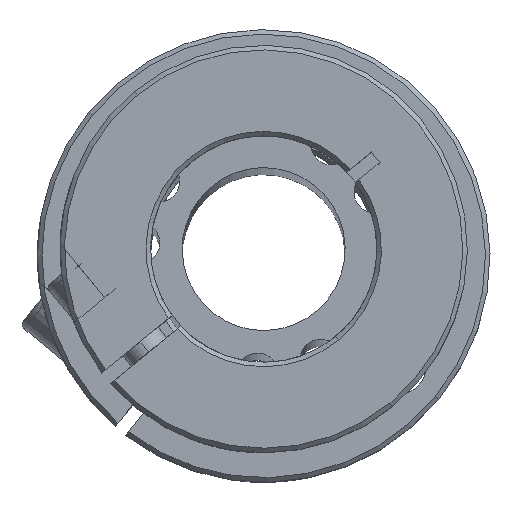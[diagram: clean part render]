
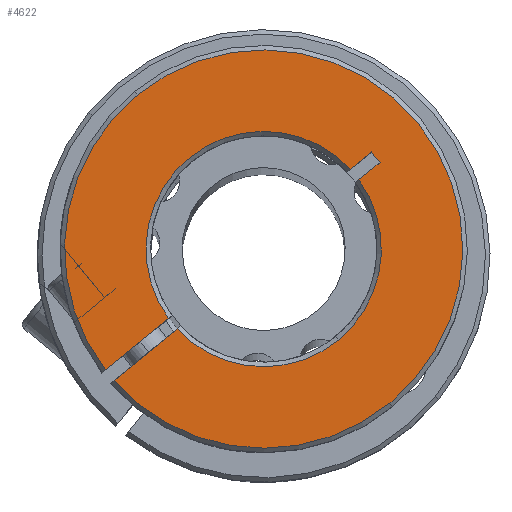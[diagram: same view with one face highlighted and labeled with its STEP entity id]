
A CAD part, top view. The second image highlights one B-rep face of the part: STEP entity #4622.
In plain terms, the highlighted face is planar.
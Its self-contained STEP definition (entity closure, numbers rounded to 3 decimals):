
#76 = CARTESIAN_POINT ( 'NONE',  ( 0.75, -12.978, -6. ) ) ;
#196 = CARTESIAN_POINT ( 'NONE',  ( -22., 0., -6. ) ) ;
#210 = CIRCLE ( 'NONE', #222, 13. ) ;
#222 = AXIS2_PLACEMENT_3D ( 'NONE', #225, #243, #228 ) ;
#225 = CARTESIAN_POINT ( 'NONE',  ( 0., 0., -6. ) ) ;
#228 = DIRECTION ( 'NONE',  ( -1., 0., 0. ) ) ;
#243 = DIRECTION ( 'NONE',  ( 0., 0., 1. ) ) ;
#633 = CARTESIAN_POINT ( 'NONE',  ( -13., 0., -6. ) ) ;
#638 = CARTESIAN_POINT ( 'NONE',  ( -0.75, 12.978, -6. ) ) ;
#698 = DIRECTION ( 'NONE',  ( 0., 0., 1. ) ) ;
#699 = CARTESIAN_POINT ( 'NONE',  ( 0., 0., -6. ) ) ;
#702 = CARTESIAN_POINT ( 'NONE',  ( 0.75, -21.987, -6. ) ) ;
#704 = AXIS2_PLACEMENT_3D ( 'NONE', #699, #698, #753 ) ;
#713 = CIRCLE ( 'NONE', #704, 22. ) ;
#753 = DIRECTION ( 'NONE',  ( 1., 0., 0. ) ) ;
#791 = AXIS2_PLACEMENT_3D ( 'NONE', #804, #818, #816 ) ;
#804 = CARTESIAN_POINT ( 'NONE',  ( 0., 17.5, -6. ) ) ;
#816 = DIRECTION ( 'NONE',  ( -1., 0., 0. ) ) ;
#818 = DIRECTION ( 'NONE',  ( 0., 0., -1. ) ) ;
#830 = PLANE ( 'NONE',  #791 ) ;
#853 = DIRECTION ( 'NONE',  ( 1., 0., 0. ) ) ;
#854 = DIRECTION ( 'NONE',  ( 0., 0., 1. ) ) ;
#855 = CARTESIAN_POINT ( 'NONE',  ( 0., 0., -6. ) ) ;
#863 = CIRCLE ( 'NONE', #864, 22. ) ;
#864 = AXIS2_PLACEMENT_3D ( 'NONE', #855, #854, #853 ) ;
#865 = CARTESIAN_POINT ( 'NONE',  ( 22., 0., -6. ) ) ;
#872 = AXIS2_PLACEMENT_3D ( 'NONE', #934, #932, #930 ) ;
#876 = CARTESIAN_POINT ( 'NONE',  ( 0.75, 16., -6. ) ) ;
#879 = CARTESIAN_POINT ( 'NONE',  ( -0.75, 16., -6. ) ) ;
#930 = DIRECTION ( 'NONE',  ( -1., 0., 0. ) ) ;
#932 = DIRECTION ( 'NONE',  ( 0., 0., 1. ) ) ;
#934 = CARTESIAN_POINT ( 'NONE',  ( 0., 0., -6. ) ) ;
#936 = CIRCLE ( 'NONE', #872, 13. ) ;
#937 = CARTESIAN_POINT ( 'NONE',  ( -0.75, -12.978, -6. ) ) ;
#938 = DIRECTION ( 'NONE',  ( -1., 0., 0. ) ) ;
#939 = VECTOR ( 'NONE', #938, 1000. ) ;
#940 = CARTESIAN_POINT ( 'NONE',  ( 0.75, 16., -6. ) ) ;
#941 = LINE ( 'NONE', #940, #939 ) ;
#953 = AXIS2_PLACEMENT_3D ( 'NONE', #994, #993, #992 ) ;
#954 = CIRCLE ( 'NONE', #953, 13. ) ;
#984 = VECTOR ( 'NONE', #1038, 1000. ) ;
#992 = DIRECTION ( 'NONE',  ( -1., 0., 0. ) ) ;
#993 = DIRECTION ( 'NONE',  ( 0., 0., 1. ) ) ;
#994 = CARTESIAN_POINT ( 'NONE',  ( 0., 0., -6. ) ) ;
#1005 = DIRECTION ( 'NONE',  ( 0., -1., 0. ) ) ;
#1006 = VECTOR ( 'NONE', #1005, 1000. ) ;
#1007 = CARTESIAN_POINT ( 'NONE',  ( -0.75, 17.5, -6. ) ) ;
#1008 = LINE ( 'NONE', #1007, #1006 ) ;
#1028 = FACE_OUTER_BOUND ( 'NONE', #4625, .T. ) ;
#1035 = CARTESIAN_POINT ( 'NONE',  ( -0.75, 16., -6. ) ) ;
#1036 = LINE ( 'NONE', #1035, #984 ) ;
#1038 = DIRECTION ( 'NONE',  ( 0., -1., 0. ) ) ;
#1051 = CARTESIAN_POINT ( 'NONE',  ( -0.75, -21.987, -6. ) ) ;
#1102 = DIRECTION ( 'NONE',  ( 0., 1., 0. ) ) ;
#1104 = VECTOR ( 'NONE', #1102, 1000. ) ;
#1108 = DIRECTION ( 'NONE',  ( 1., 0., 0. ) ) ;
#1109 = DIRECTION ( 'NONE',  ( 0., 0., 1. ) ) ;
#1110 = LINE ( 'NONE', #1126, #1104 ) ;
#1112 = DIRECTION ( 'NONE',  ( 0., 1., 0. ) ) ;
#1113 = VECTOR ( 'NONE', #1112, 1000. ) ;
#1114 = CARTESIAN_POINT ( 'NONE',  ( 0.75, 17.5, -6. ) ) ;
#1115 = LINE ( 'NONE', #1114, #1113 ) ;
#1117 = AXIS2_PLACEMENT_3D ( 'NONE', #1123, #1109, #1108 ) ;
#1123 = CARTESIAN_POINT ( 'NONE',  ( 0., 0., -6. ) ) ;
#1124 = CIRCLE ( 'NONE', #1117, 22. ) ;
#1126 = CARTESIAN_POINT ( 'NONE',  ( 0.75, -45., -6. ) ) ;
#3942 = VERTEX_POINT ( 'NONE', #4144 ) ;
#3950 = VERTEX_POINT ( 'NONE', #76 ) ;
#4029 = VERTEX_POINT ( 'NONE', #196 ) ;
#4031 = EDGE_CURVE ( 'NONE', #4044, #4048, #210, .T. ) ;
#4044 = VERTEX_POINT ( 'NONE', #638 ) ;
#4048 = VERTEX_POINT ( 'NONE', #633 ) ;
#4144 = CARTESIAN_POINT ( 'NONE',  ( 0.75, 12.978, -6. ) ) ;
#4508 = EDGE_CURVE ( 'NONE', #4556, #4029, #713, .T. ) ;
#4509 = VERTEX_POINT ( 'NONE', #702 ) ;
#4556 = VERTEX_POINT ( 'NONE', #865 ) ;
#4558 = EDGE_CURVE ( 'NONE', #4509, #4556, #863, .T. ) ;
#4567 = VERTEX_POINT ( 'NONE', #879 ) ;
#4570 = EDGE_CURVE ( 'NONE', #4572, #4567, #941, .T. ) ;
#4572 = VERTEX_POINT ( 'NONE', #876 ) ;
#4574 = VERTEX_POINT ( 'NONE', #937 ) ;
#4576 = EDGE_CURVE ( 'NONE', #4048, #4574, #936, .T. ) ;
#4591 = EDGE_CURVE ( 'NONE', #3950, #3942, #954, .T. ) ;
#4608 = EDGE_CURVE ( 'NONE', #4567, #4044, #1008, .T. ) ;
#4614 = VERTEX_POINT ( 'NONE', #1051 ) ;
#4618 = ORIENTED_EDGE ( 'NONE', *, *, #4619, .T. ) ;
#4619 = EDGE_CURVE ( 'NONE', #4574, #4614, #1036, .T. ) ;
#4622 = ADVANCED_FACE ( 'NONE', ( #1028 ), #830, .T. ) ;
#4623 = ORIENTED_EDGE ( 'NONE', *, *, #4631, .F. ) ;
#4625 = EDGE_LOOP ( 'NONE', ( #4618, #4623, #4629, #4630, #4638, #4640, #4636, #4639, #4637, #4634, #4645 ) ) ;
#4628 = EDGE_CURVE ( 'NONE', #3942, #4572, #1115, .T. ) ;
#4629 = ORIENTED_EDGE ( 'NONE', *, *, #4508, .F. ) ;
#4630 = ORIENTED_EDGE ( 'NONE', *, *, #4558, .F. ) ;
#4631 = EDGE_CURVE ( 'NONE', #4029, #4614, #1124, .T. ) ;
#4632 = EDGE_CURVE ( 'NONE', #4509, #3950, #1110, .T. ) ;
#4634 = ORIENTED_EDGE ( 'NONE', *, *, #4031, .T. ) ;
#4636 = ORIENTED_EDGE ( 'NONE', *, *, #4628, .T. ) ;
#4637 = ORIENTED_EDGE ( 'NONE', *, *, #4608, .T. ) ;
#4638 = ORIENTED_EDGE ( 'NONE', *, *, #4632, .T. ) ;
#4639 = ORIENTED_EDGE ( 'NONE', *, *, #4570, .T. ) ;
#4640 = ORIENTED_EDGE ( 'NONE', *, *, #4591, .T. ) ;
#4645 = ORIENTED_EDGE ( 'NONE', *, *, #4576, .T. ) ;
